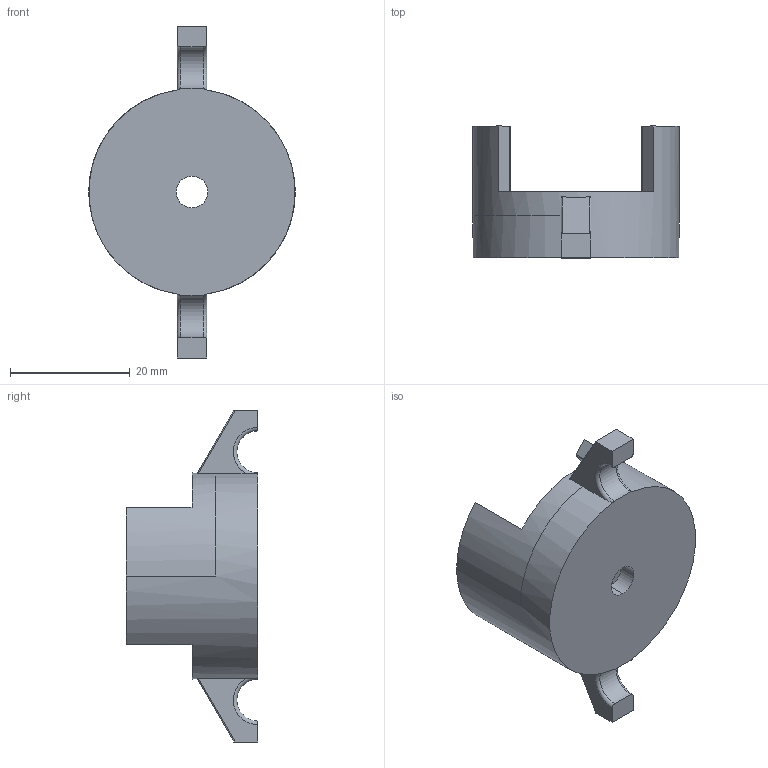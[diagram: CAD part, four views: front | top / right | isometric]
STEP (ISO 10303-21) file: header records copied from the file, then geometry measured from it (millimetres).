
FILE_DESCRIPTION((''),'2;1');
FILE_NAME('VALVE_TABLE','2024-12-13T09:40:10',('weiss'),(''),'CREO PARAMETRIC BY PTC INC, 2022014','CREO PARAMETRIC BY PTC INC, 2022014','');
FILE_SCHEMA(('CONFIG_CONTROL_DESIGN'));
Length unit declared in the file: millimetre
Products named in the file (1): VALVE_TABLE
Bounding box: 34.5 x 22 x 55.5 mm (x, y, z)
Volume: 9439.6 mm3; surface area: 5081.4 mm2
Topology: 1 solids, 1 shells, 47 faces, 134 edges, 90 vertices
Faces by surface type: plane 27, cylinder 16, torus 4
Entity records: 1630 total; most frequent: CARTESIAN_POINT 337, ORIENTED_EDGE 268, DIRECTION 260, EDGE_CURVE 134, AXIS2_PLACEMENT_3D 93, VERTEX_POINT 90, VECTOR 74, LINE 74
